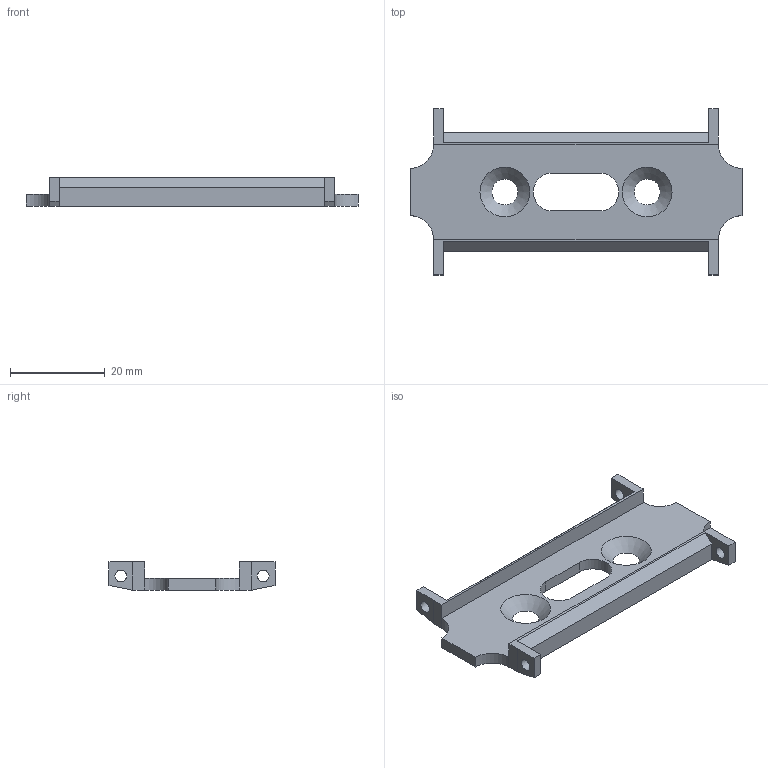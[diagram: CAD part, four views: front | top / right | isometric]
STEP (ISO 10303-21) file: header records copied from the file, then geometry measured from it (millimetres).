
FILE_DESCRIPTION(/* description */ (''),/* implementation_level */ '2;1');
FILE_NAME(/* name */ 'latest_freeride_base.step',/* time_stamp */ '2026-01-05T12:32:25-08:00',/* author */ (''),/* organization */ (''),/* preprocessor_version */ 'ST-DEVELOPER v20.1',/* originating_system */ 'Autodesk Translation Framework v14.21.0.0',/* authorisation */ '');
FILE_SCHEMA (('AUTOMOTIVE_DESIGN { 1 0 10303 214 3 1 1 }'));
Length unit declared in the file: millimetre
Products named in the file (1): latest_freeride spacer
Bounding box: 70 x 35 x 6 mm (x, y, z)
Volume: 4475.2 mm3; surface area: 4573.9 mm2
Topology: 1 solids, 1 shells, 46 faces, 120 edges, 76 vertices
Faces by surface type: plane 34, cylinder 10, cone 2
Full cylindrical faces by diameter (mm): 2.5 x4
Entity records: 1453 total; most frequent: CARTESIAN_POINT 243, ORIENTED_EDGE 240, DIRECTION 238, EDGE_CURVE 120, LINE 96, VECTOR 96, VERTEX_POINT 76, AXIS2_PLACEMENT_3D 71
